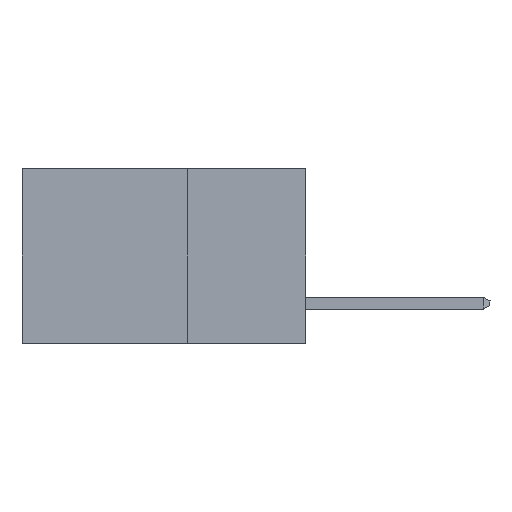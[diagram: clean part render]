
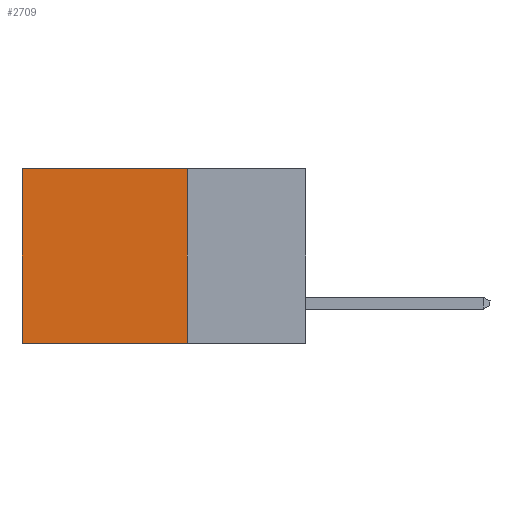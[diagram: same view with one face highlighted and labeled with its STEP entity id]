
A CAD part, left-side view. The second image highlights one B-rep face of the part: STEP entity #2709.
In plain terms, the highlighted planar face has unit normal (-1, 0, 0).
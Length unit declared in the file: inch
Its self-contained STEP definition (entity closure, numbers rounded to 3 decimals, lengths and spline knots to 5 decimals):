
#65 = VECTOR ( 'NONE', #2069, 39.37008 ) ;
#956 = CARTESIAN_POINT ( 'NONE',  ( 0.298, 0.25, 0. ) ) ;
#988 = LINE ( 'NONE', #4906, #15365 ) ;
#2069 = DIRECTION ( 'NONE',  ( 0., 1., 0. ) ) ;
#2085 = LINE ( 'NONE', #8601, #10871 ) ;
#2709 = ADVANCED_FACE ( 'NONE', ( #3110 ), #11157, .F. ) ;
#3110 = FACE_OUTER_BOUND ( 'NONE', #21587, .T. ) ;
#3846 = LINE ( 'NONE', #12113, #21930 ) ;
#3952 = EDGE_CURVE ( 'NONE', #14150, #10643, #3846, .T. ) ;
#4452 = DIRECTION ( 'NONE',  ( 1., 0., 0. ) ) ;
#4906 = CARTESIAN_POINT ( 'NONE',  ( 0.298, 0.6, 0. ) ) ;
#4938 = CARTESIAN_POINT ( 'NONE',  ( 0.298, 0.25, 0. ) ) ;
#6373 = ORIENTED_EDGE ( 'NONE', *, *, #3952, .T. ) ;
#7874 = EDGE_CURVE ( 'NONE', #14150, #14430, #2085, .T. ) ;
#8330 = EDGE_CURVE ( 'NONE', #10643, #13270, #988, .T. ) ;
#8601 = CARTESIAN_POINT ( 'NONE',  ( 0.298, 0.25, 0. ) ) ;
#9625 = ORIENTED_EDGE ( 'NONE', *, *, #7874, .F. ) ;
#10300 = DIRECTION ( 'NONE',  ( 0., 0., -1. ) ) ;
#10462 = CARTESIAN_POINT ( 'NONE',  ( 0.298, 0.25, -0.37 ) ) ;
#10643 = VERTEX_POINT ( 'NONE', #19835 ) ;
#10871 = VECTOR ( 'NONE', #10300, 39.37008 ) ;
#11157 = PLANE ( 'NONE',  #12490 ) ;
#12113 = CARTESIAN_POINT ( 'NONE',  ( 0.298, 0.25, 0. ) ) ;
#12490 = AXIS2_PLACEMENT_3D ( 'NONE', #956, #4452, #12927 ) ;
#12927 = DIRECTION ( 'NONE',  ( 0., 0., -1. ) ) ;
#13270 = VERTEX_POINT ( 'NONE', #13704 ) ;
#13704 = CARTESIAN_POINT ( 'NONE',  ( 0.298, 0.6, -0.37 ) ) ;
#14150 = VERTEX_POINT ( 'NONE', #4938 ) ;
#14430 = VERTEX_POINT ( 'NONE', #20828 ) ;
#15365 = VECTOR ( 'NONE', #16830, 39.37008 ) ;
#16000 = ORIENTED_EDGE ( 'NONE', *, *, #8330, .T. ) ;
#16600 = LINE ( 'NONE', #10462, #65 ) ;
#16830 = DIRECTION ( 'NONE',  ( 0., 0., -1. ) ) ;
#17378 = DIRECTION ( 'NONE',  ( 0., 1., 0. ) ) ;
#17632 = ORIENTED_EDGE ( 'NONE', *, *, #18036, .F. ) ;
#18036 = EDGE_CURVE ( 'NONE', #14430, #13270, #16600, .T. ) ;
#19835 = CARTESIAN_POINT ( 'NONE',  ( 0.298, 0.6, 0. ) ) ;
#20828 = CARTESIAN_POINT ( 'NONE',  ( 0.298, 0.25, -0.37 ) ) ;
#21587 = EDGE_LOOP ( 'NONE', ( #16000, #17632, #9625, #6373 ) ) ;
#21930 = VECTOR ( 'NONE', #17378, 39.37008 ) ;
